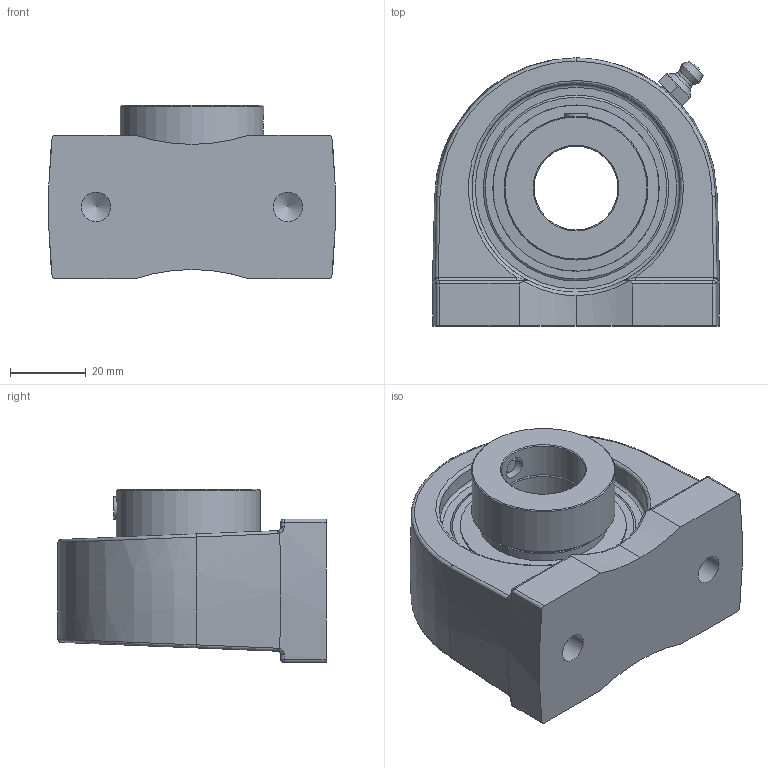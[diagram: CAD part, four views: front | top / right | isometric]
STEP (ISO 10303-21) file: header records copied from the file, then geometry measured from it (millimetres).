
FILE_DESCRIPTION(('HOOPS Exchange Step'),'2;1');
FILE_NAME('export-C9C52946-1BAA-43FB-9160-C7AA79996F10.stp','2019-12-13T15:02:56-08:00',('ibuslach'),('Alibre'),'HOOPS Exchange 2019.2','Alibre','Unknown authorisation');
FILE_SCHEMA( ('AP242_MANAGED_MODEL_BASED_3D_ENGINEERING_MIM_LF {1 0 10303 442 1 1 4 }') );
Length unit declared in the file: centimetre
Products named in the file (8): MRN SPA 205; UCP ZERK 6mm; SNC 205-14 COLLAR; SNC 205-14 RACES; SNC 205 SHIELD; M6 SETSCREW; MRN SNC 205-14; MRN SNCPA 205-14
Assembly tree (8 placements, depth 3):
  MRN SNCPA 205-14
    MRN SPA 205
    UCP ZERK 6mm
    MRN SNC 205-14
      SNC 205-14 COLLAR
      SNC 205-14 RACES
      SNC 205 SHIELD  x2
      M6 SETSCREW
Bounding box: 76 x 71 x 45.91 mm (x, y, z)
Volume: 112698.9 mm3; surface area: 42778 mm2
Topology: 18 solids, 18 shells, 204 faces, 547 edges, 351 vertices
Faces by surface type: cylinder 57, plane 50, bspline 28, cone 26, sphere 22, torus 21
Full cylindrical faces by diameter (mm): 2.008 x2, 5.994 x2, 6 x3, 7.798 x2, 22.225 x2, 30.683 x2, 33.02 x4, 34.036 x2, 38.1 x1, 43.993 x2, 44.063 x2, 55.143 x2
Entity records: 12630 total; most frequent: CARTESIAN_POINT 7749, ORIENTED_EDGE 986, DIRECTION 969, EDGE_CURVE 493, AXIS2_PLACEMENT_3D 415, VERTEX_POINT 337, EDGE_LOOP 222, FACE_BOUND 222
